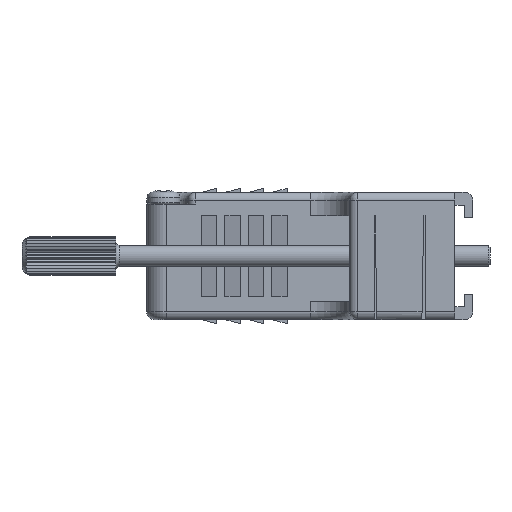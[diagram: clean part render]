
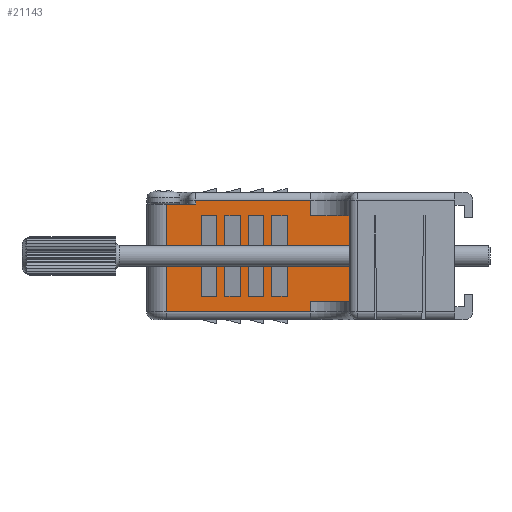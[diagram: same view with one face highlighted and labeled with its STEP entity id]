
A CAD part, left-side view. The second image highlights one B-rep face of the part: STEP entity #21143.
In plain terms, the highlighted planar face has unit normal (-1, 0, 0).
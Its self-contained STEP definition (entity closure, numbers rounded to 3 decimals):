
#455=FACE_BOUND('',#4196,.T.);
#456=FACE_BOUND('',#4197,.T.);
#457=FACE_BOUND('',#4198,.T.);
#458=FACE_BOUND('',#4199,.T.);
#997=PLANE('',#22710);
#2885=FACE_OUTER_BOUND('',#4195,.T.);
#4195=EDGE_LOOP('',(#18526,#18527,#18528,#18529,#18530,#18531,#18532,#18533,
#18534,#18535));
#4196=EDGE_LOOP('',(#18536,#18537,#18538,#18539));
#4197=EDGE_LOOP('',(#18540,#18541,#18542,#18543));
#4198=EDGE_LOOP('',(#18544,#18545,#18546,#18547));
#4199=EDGE_LOOP('',(#18548,#18549,#18550,#18551));
#5250=LINE('',#45159,#7244);
#5532=LINE('',#45883,#7526);
#5537=LINE('',#45896,#7531);
#5640=LINE('',#46156,#7634);
#5799=LINE('',#46488,#7793);
#5802=LINE('',#46495,#7796);
#5814=LINE('',#46524,#7808);
#5817=LINE('',#46531,#7811);
#5974=LINE('',#46937,#7968);
#5999=LINE('',#47000,#7993);
#6000=LINE('',#47004,#7994);
#6001=LINE('',#47006,#7995);
#6002=LINE('',#47007,#7996);
#6003=LINE('',#47008,#7997);
#6004=LINE('',#47010,#7998);
#6005=LINE('',#47012,#7999);
#6006=LINE('',#47013,#8000);
#6007=LINE('',#47015,#8001);
#6008=LINE('',#47017,#8002);
#6009=LINE('',#47018,#8003);
#6010=LINE('',#47020,#8004);
#6011=LINE('',#47022,#8005);
#6012=LINE('',#47023,#8006);
#6013=LINE('',#47025,#8007);
#6014=LINE('',#47027,#8008);
#6015=LINE('',#47028,#8009);
#7244=VECTOR('',#25340,5.);
#7526=VECTOR('',#25968,0.5);
#7531=VECTOR('',#25983,14.75);
#7634=VECTOR('',#26248,2.);
#7793=VECTOR('',#26567,2.);
#7796=VECTOR('',#26572,2.);
#7808=VECTOR('',#26594,2.);
#7811=VECTOR('',#26599,2.);
#7968=VECTOR('',#26972,18.5);
#7993=VECTOR('',#27037,13.8);
#7994=VECTOR('',#27042,1.3);
#7995=VECTOR('',#27043,5.);
#7996=VECTOR('',#27044,11.);
#7997=VECTOR('',#27045,3.75);
#7998=VECTOR('',#27046,10.3);
#7999=VECTOR('',#27047,2.);
#8000=VECTOR('',#27048,10.3);
#8001=VECTOR('',#27049,10.3);
#8002=VECTOR('',#27050,2.);
#8003=VECTOR('',#27051,10.3);
#8004=VECTOR('',#27052,10.3);
#8005=VECTOR('',#27053,2.);
#8006=VECTOR('',#27054,10.3);
#8007=VECTOR('',#27055,10.3);
#8008=VECTOR('',#27056,2.);
#8009=VECTOR('',#27057,10.3);
#9940=VERTEX_POINT('',#45156);
#9941=VERTEX_POINT('',#45158);
#10205=VERTEX_POINT('',#45852);
#10210=VERTEX_POINT('',#45881);
#10213=VERTEX_POINT('',#45895);
#10381=VERTEX_POINT('',#46486);
#10382=VERTEX_POINT('',#46487);
#10384=VERTEX_POINT('',#46493);
#10385=VERTEX_POINT('',#46494);
#10396=VERTEX_POINT('',#46522);
#10397=VERTEX_POINT('',#46523);
#10399=VERTEX_POINT('',#46529);
#10400=VERTEX_POINT('',#46530);
#10540=VERTEX_POINT('',#46931);
#10541=VERTEX_POINT('',#46935);
#10559=VERTEX_POINT('',#46999);
#10560=VERTEX_POINT('',#47003);
#10561=VERTEX_POINT('',#47005);
#10562=VERTEX_POINT('',#47009);
#10563=VERTEX_POINT('',#47011);
#10564=VERTEX_POINT('',#47014);
#10565=VERTEX_POINT('',#47016);
#10566=VERTEX_POINT('',#47019);
#10567=VERTEX_POINT('',#47021);
#10568=VERTEX_POINT('',#47024);
#10569=VERTEX_POINT('',#47026);
#12446=EDGE_CURVE('',#9941,#9940,#5250,.T.);
#12798=EDGE_CURVE('',#10210,#10205,#5532,.T.);
#12804=EDGE_CURVE('',#10205,#10213,#5537,.T.);
#12933=EDGE_CURVE('',#10213,#9940,#5640,.T.);
#13102=EDGE_CURVE('',#10381,#10382,#5799,.T.);
#13105=EDGE_CURVE('',#10384,#10385,#5802,.T.);
#13119=EDGE_CURVE('',#10396,#10397,#5814,.T.);
#13122=EDGE_CURVE('',#10399,#10400,#5817,.T.);
#13323=EDGE_CURVE('',#10541,#10540,#5974,.T.);
#13357=EDGE_CURVE('',#10540,#10559,#5999,.T.);
#13359=EDGE_CURVE('',#10541,#10560,#6000,.T.);
#13360=EDGE_CURVE('',#10561,#10560,#6001,.T.);
#13361=EDGE_CURVE('',#9941,#10561,#6002,.T.);
#13362=EDGE_CURVE('',#10210,#10559,#6003,.T.);
#13363=EDGE_CURVE('',#10399,#10562,#6004,.T.);
#13364=EDGE_CURVE('',#10562,#10563,#6005,.T.);
#13365=EDGE_CURVE('',#10563,#10400,#6006,.T.);
#13366=EDGE_CURVE('',#10396,#10564,#6007,.T.);
#13367=EDGE_CURVE('',#10564,#10565,#6008,.T.);
#13368=EDGE_CURVE('',#10565,#10397,#6009,.T.);
#13369=EDGE_CURVE('',#10381,#10566,#6010,.T.);
#13370=EDGE_CURVE('',#10566,#10567,#6011,.T.);
#13371=EDGE_CURVE('',#10567,#10382,#6012,.T.);
#13372=EDGE_CURVE('',#10384,#10568,#6013,.T.);
#13373=EDGE_CURVE('',#10568,#10569,#6014,.T.);
#13374=EDGE_CURVE('',#10569,#10385,#6015,.T.);
#18526=ORIENTED_EDGE('',*,*,#13357,.F.);
#18527=ORIENTED_EDGE('',*,*,#13323,.F.);
#18528=ORIENTED_EDGE('',*,*,#13359,.T.);
#18529=ORIENTED_EDGE('',*,*,#13360,.F.);
#18530=ORIENTED_EDGE('',*,*,#13361,.F.);
#18531=ORIENTED_EDGE('',*,*,#12446,.T.);
#18532=ORIENTED_EDGE('',*,*,#12933,.F.);
#18533=ORIENTED_EDGE('',*,*,#12804,.F.);
#18534=ORIENTED_EDGE('',*,*,#12798,.F.);
#18535=ORIENTED_EDGE('',*,*,#13362,.T.);
#18536=ORIENTED_EDGE('',*,*,#13122,.F.);
#18537=ORIENTED_EDGE('',*,*,#13363,.T.);
#18538=ORIENTED_EDGE('',*,*,#13364,.T.);
#18539=ORIENTED_EDGE('',*,*,#13365,.T.);
#18540=ORIENTED_EDGE('',*,*,#13119,.F.);
#18541=ORIENTED_EDGE('',*,*,#13366,.T.);
#18542=ORIENTED_EDGE('',*,*,#13367,.T.);
#18543=ORIENTED_EDGE('',*,*,#13368,.T.);
#18544=ORIENTED_EDGE('',*,*,#13102,.F.);
#18545=ORIENTED_EDGE('',*,*,#13369,.T.);
#18546=ORIENTED_EDGE('',*,*,#13370,.T.);
#18547=ORIENTED_EDGE('',*,*,#13371,.T.);
#18548=ORIENTED_EDGE('',*,*,#13105,.F.);
#18549=ORIENTED_EDGE('',*,*,#13372,.T.);
#18550=ORIENTED_EDGE('',*,*,#13373,.T.);
#18551=ORIENTED_EDGE('',*,*,#13374,.T.);
#21143=ADVANCED_FACE('',(#2885,#455,#456,#457,#458),#997,.T.);
#22710=AXIS2_PLACEMENT_3D('',#47002,#27040,#27041);
#25340=DIRECTION('',(0.,1.,0.));
#25968=DIRECTION('',(0.,0.,1.));
#25983=DIRECTION('',(0.,-1.,0.));
#26248=DIRECTION('',(0.,0.,-1.));
#26567=DIRECTION('',(0.,1.,0.));
#26572=DIRECTION('',(0.,1.,0.));
#26594=DIRECTION('',(0.,1.,0.));
#26599=DIRECTION('',(0.,1.,0.));
#26972=DIRECTION('',(0.,1.,0.));
#27037=DIRECTION('',(0.,0.,1.));
#27040=DIRECTION('center_axis',(-1.,0.,0.));
#27041=DIRECTION('ref_axis',(0.,0.,1.));
#27042=DIRECTION('',(0.,0.,1.));
#27043=DIRECTION('',(0.,1.,0.));
#27044=DIRECTION('',(0.,0.,-1.));
#27045=DIRECTION('',(0.,1.,0.));
#27046=DIRECTION('',(0.,0.,-1.));
#27047=DIRECTION('',(0.,1.,0.));
#27048=DIRECTION('',(0.,0.,1.));
#27049=DIRECTION('',(0.,0.,-1.));
#27050=DIRECTION('',(0.,1.,0.));
#27051=DIRECTION('',(0.,0.,1.));
#27052=DIRECTION('',(0.,0.,-1.));
#27053=DIRECTION('',(0.,1.,0.));
#27054=DIRECTION('',(0.,0.,1.));
#27055=DIRECTION('',(0.,0.,-1.));
#27056=DIRECTION('',(0.,1.,0.));
#27057=DIRECTION('',(0.,0.,1.));
#45156=CARTESIAN_POINT('',(-10.05,18.5,13.3));
#45158=CARTESIAN_POINT('',(-10.05,13.5,13.3));
#45159=CARTESIAN_POINT('',(-10.05,13.5,13.3));
#45852=CARTESIAN_POINT('',(-10.05,33.25,15.3));
#45881=CARTESIAN_POINT('',(-10.05,33.25,14.8));
#45883=CARTESIAN_POINT('',(-10.05,33.25,14.8));
#45895=CARTESIAN_POINT('',(-10.05,18.5,15.3));
#45896=CARTESIAN_POINT('',(-10.05,33.25,15.3));
#46156=CARTESIAN_POINT('',(-10.05,18.5,15.3));
#46486=CARTESIAN_POINT('',(-10.05,24.5,13.3));
#46487=CARTESIAN_POINT('',(-10.05,26.5,13.3));
#46488=CARTESIAN_POINT('',(-10.05,24.5,13.3));
#46493=CARTESIAN_POINT('',(-10.05,21.5,13.3));
#46494=CARTESIAN_POINT('',(-10.05,23.5,13.3));
#46495=CARTESIAN_POINT('',(-10.05,21.5,13.3));
#46522=CARTESIAN_POINT('',(-10.05,27.5,13.3));
#46523=CARTESIAN_POINT('',(-10.05,29.5,13.3));
#46524=CARTESIAN_POINT('',(-10.05,27.5,13.3));
#46529=CARTESIAN_POINT('',(-10.05,30.5,13.3));
#46530=CARTESIAN_POINT('',(-10.05,32.5,13.3));
#46531=CARTESIAN_POINT('',(-10.05,30.5,13.3));
#46931=CARTESIAN_POINT('',(-10.05,37.,1.));
#46935=CARTESIAN_POINT('',(-10.05,18.5,1.));
#46937=CARTESIAN_POINT('',(-10.05,18.5,1.));
#46999=CARTESIAN_POINT('',(-10.05,37.,14.8));
#47000=CARTESIAN_POINT('',(-10.05,37.,1.));
#47002=CARTESIAN_POINT('Origin',(-10.05,18.5,0.));
#47003=CARTESIAN_POINT('',(-10.05,18.5,2.3));
#47004=CARTESIAN_POINT('',(-10.05,18.5,1.));
#47005=CARTESIAN_POINT('',(-10.05,13.5,2.3));
#47006=CARTESIAN_POINT('',(-10.05,13.5,2.3));
#47007=CARTESIAN_POINT('',(-10.05,13.5,13.3));
#47008=CARTESIAN_POINT('',(-10.05,33.25,14.8));
#47009=CARTESIAN_POINT('',(-10.05,30.5,3.));
#47010=CARTESIAN_POINT('',(-10.05,30.5,13.3));
#47011=CARTESIAN_POINT('',(-10.05,32.5,3.));
#47012=CARTESIAN_POINT('',(-10.05,30.5,3.));
#47013=CARTESIAN_POINT('',(-10.05,32.5,3.));
#47014=CARTESIAN_POINT('',(-10.05,27.5,3.));
#47015=CARTESIAN_POINT('',(-10.05,27.5,13.3));
#47016=CARTESIAN_POINT('',(-10.05,29.5,3.));
#47017=CARTESIAN_POINT('',(-10.05,27.5,3.));
#47018=CARTESIAN_POINT('',(-10.05,29.5,3.));
#47019=CARTESIAN_POINT('',(-10.05,24.5,3.));
#47020=CARTESIAN_POINT('',(-10.05,24.5,13.3));
#47021=CARTESIAN_POINT('',(-10.05,26.5,3.));
#47022=CARTESIAN_POINT('',(-10.05,24.5,3.));
#47023=CARTESIAN_POINT('',(-10.05,26.5,3.));
#47024=CARTESIAN_POINT('',(-10.05,21.5,3.));
#47025=CARTESIAN_POINT('',(-10.05,21.5,13.3));
#47026=CARTESIAN_POINT('',(-10.05,23.5,3.));
#47027=CARTESIAN_POINT('',(-10.05,21.5,3.));
#47028=CARTESIAN_POINT('',(-10.05,23.5,3.));
